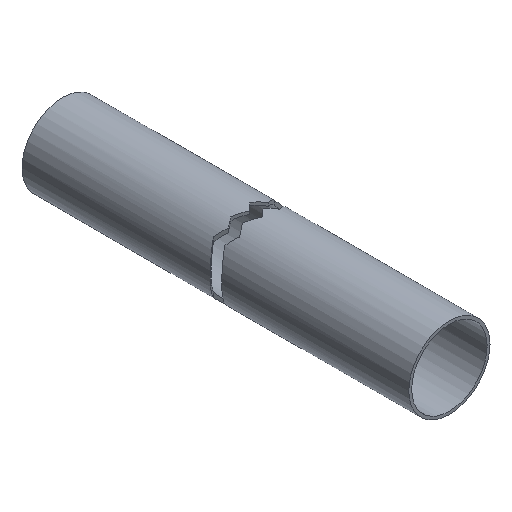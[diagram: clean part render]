
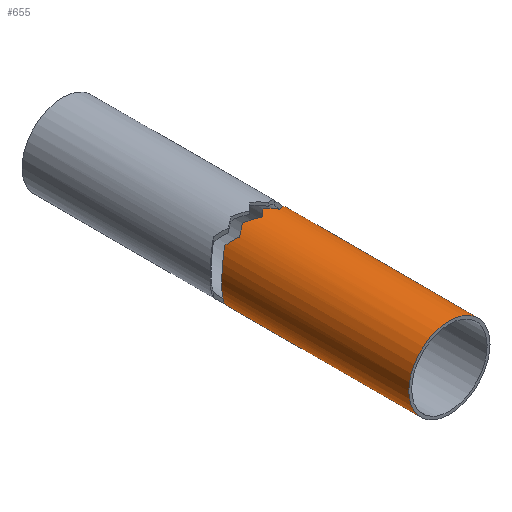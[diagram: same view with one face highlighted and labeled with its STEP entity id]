
A CAD part, isometric view. The second image highlights one B-rep face of the part: STEP entity #655.
In plain terms, the highlighted cylindrical face has radius 21 mm (diameter 42 mm), a full revolution.
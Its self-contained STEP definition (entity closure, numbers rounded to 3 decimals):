
#19=CIRCLE('',#745,21.);
#23=CYLINDRICAL_SURFACE('',#747,21.);
#43=FACE_OUTER_BOUND('',#79,.T.);
#79=EDGE_LOOP('',(#477,#478,#479,#480,#481,#482,#483,#484,#485,#486,#487,
#488,#489,#490,#491,#492,#493,#494));
#111=LINE('',#1130,#143);
#143=VECTOR('',#919,21.);
#189=ELLIPSE('',#748,22.689,21.);
#190=ELLIPSE('',#749,22.689,21.);
#191=ELLIPSE('',#750,24.094,21.);
#192=ELLIPSE('',#751,24.652,21.);
#193=ELLIPSE('',#752,28.742,21.);
#194=ELLIPSE('',#753,24.652,21.);
#195=ELLIPSE('',#754,25.235,21.);
#196=ELLIPSE('',#755,28.755,21.);
#197=ELLIPSE('',#756,25.235,21.);
#198=ELLIPSE('',#757,28.755,21.);
#199=ELLIPSE('',#758,25.235,21.);
#200=ELLIPSE('',#759,24.652,21.);
#201=ELLIPSE('',#760,28.742,21.);
#202=ELLIPSE('',#761,24.652,21.);
#203=ELLIPSE('',#762,24.094,21.);
#251=VERTEX_POINT('',#1122);
#253=VERTEX_POINT('',#1127);
#254=VERTEX_POINT('',#1128);
#255=VERTEX_POINT('',#1131);
#256=VERTEX_POINT('',#1133);
#257=VERTEX_POINT('',#1135);
#258=VERTEX_POINT('',#1137);
#259=VERTEX_POINT('',#1139);
#260=VERTEX_POINT('',#1141);
#261=VERTEX_POINT('',#1143);
#262=VERTEX_POINT('',#1145);
#263=VERTEX_POINT('',#1147);
#264=VERTEX_POINT('',#1149);
#265=VERTEX_POINT('',#1151);
#266=VERTEX_POINT('',#1153);
#267=VERTEX_POINT('',#1155);
#331=EDGE_CURVE('',#251,#251,#19,.T.);
#333=EDGE_CURVE('',#253,#254,#189,.T.);
#334=EDGE_CURVE('',#254,#251,#111,.T.);
#335=EDGE_CURVE('',#254,#255,#190,.T.);
#336=EDGE_CURVE('',#255,#256,#191,.T.);
#337=EDGE_CURVE('',#256,#257,#192,.T.);
#338=EDGE_CURVE('',#257,#258,#193,.T.);
#339=EDGE_CURVE('',#258,#259,#194,.T.);
#340=EDGE_CURVE('',#259,#260,#195,.T.);
#341=EDGE_CURVE('',#260,#261,#196,.T.);
#342=EDGE_CURVE('',#261,#262,#197,.T.);
#343=EDGE_CURVE('',#262,#263,#198,.T.);
#344=EDGE_CURVE('',#263,#264,#199,.T.);
#345=EDGE_CURVE('',#264,#265,#200,.T.);
#346=EDGE_CURVE('',#265,#266,#201,.T.);
#347=EDGE_CURVE('',#266,#267,#202,.T.);
#348=EDGE_CURVE('',#267,#253,#203,.T.);
#477=ORIENTED_EDGE('',*,*,#333,.T.);
#478=ORIENTED_EDGE('',*,*,#334,.T.);
#479=ORIENTED_EDGE('',*,*,#331,.T.);
#480=ORIENTED_EDGE('',*,*,#334,.F.);
#481=ORIENTED_EDGE('',*,*,#335,.T.);
#482=ORIENTED_EDGE('',*,*,#336,.T.);
#483=ORIENTED_EDGE('',*,*,#337,.T.);
#484=ORIENTED_EDGE('',*,*,#338,.T.);
#485=ORIENTED_EDGE('',*,*,#339,.T.);
#486=ORIENTED_EDGE('',*,*,#340,.T.);
#487=ORIENTED_EDGE('',*,*,#341,.T.);
#488=ORIENTED_EDGE('',*,*,#342,.T.);
#489=ORIENTED_EDGE('',*,*,#343,.T.);
#490=ORIENTED_EDGE('',*,*,#344,.T.);
#491=ORIENTED_EDGE('',*,*,#345,.T.);
#492=ORIENTED_EDGE('',*,*,#346,.T.);
#493=ORIENTED_EDGE('',*,*,#347,.T.);
#494=ORIENTED_EDGE('',*,*,#348,.T.);
#655=ADVANCED_FACE('',(#43),#23,.T.);
#745=AXIS2_PLACEMENT_3D('',#1123,#911,#912);
#747=AXIS2_PLACEMENT_3D('',#1126,#915,#916);
#748=AXIS2_PLACEMENT_3D('',#1129,#917,#918);
#749=AXIS2_PLACEMENT_3D('',#1132,#920,#921);
#750=AXIS2_PLACEMENT_3D('',#1134,#922,#923);
#751=AXIS2_PLACEMENT_3D('',#1136,#924,#925);
#752=AXIS2_PLACEMENT_3D('',#1138,#926,#927);
#753=AXIS2_PLACEMENT_3D('',#1140,#928,#929);
#754=AXIS2_PLACEMENT_3D('',#1142,#930,#931);
#755=AXIS2_PLACEMENT_3D('',#1144,#932,#933);
#756=AXIS2_PLACEMENT_3D('',#1146,#934,#935);
#757=AXIS2_PLACEMENT_3D('',#1148,#936,#937);
#758=AXIS2_PLACEMENT_3D('',#1150,#938,#939);
#759=AXIS2_PLACEMENT_3D('',#1152,#940,#941);
#760=AXIS2_PLACEMENT_3D('',#1154,#942,#943);
#761=AXIS2_PLACEMENT_3D('',#1156,#944,#945);
#762=AXIS2_PLACEMENT_3D('',#1157,#946,#947);
#911=DIRECTION('center_axis',(0.,1.,0.));
#912=DIRECTION('ref_axis',(-1.,0.,0.));
#915=DIRECTION('center_axis',(0.,1.,0.));
#916=DIRECTION('ref_axis',(-1.,0.,0.));
#917=DIRECTION('center_axis',(-0.379,-0.926,0.));
#918=DIRECTION('ref_axis',(-0.926,0.379,0.));
#919=DIRECTION('',(0.,-1.,0.));
#920=DIRECTION('center_axis',(-0.379,-0.926,0.));
#921=DIRECTION('ref_axis',(-0.926,0.379,0.));
#922=DIRECTION('center_axis',(0.49,-0.872,0.));
#923=DIRECTION('ref_axis',(-0.872,-0.49,0.));
#924=DIRECTION('center_axis',(-0.524,-0.852,0.));
#925=DIRECTION('ref_axis',(-0.852,0.524,0.));
#926=DIRECTION('center_axis',(0.683,-0.731,0.));
#927=DIRECTION('ref_axis',(-0.731,-0.683,0.));
#928=DIRECTION('center_axis',(-0.524,-0.852,0.));
#929=DIRECTION('ref_axis',(-0.852,0.524,0.));
#930=DIRECTION('center_axis',(0.554,-0.832,0.));
#931=DIRECTION('ref_axis',(-0.832,-0.554,0.));
#932=DIRECTION('center_axis',(-0.683,-0.73,0.));
#933=DIRECTION('ref_axis',(-0.73,0.683,0.));
#934=DIRECTION('center_axis',(0.554,-0.832,0.));
#935=DIRECTION('ref_axis',(-0.832,-0.554,0.));
#936=DIRECTION('center_axis',(-0.683,-0.73,0.));
#937=DIRECTION('ref_axis',(-0.73,0.683,0.));
#938=DIRECTION('center_axis',(0.554,-0.832,0.));
#939=DIRECTION('ref_axis',(-0.832,-0.554,0.));
#940=DIRECTION('center_axis',(-0.524,-0.852,0.));
#941=DIRECTION('ref_axis',(-0.852,0.524,0.));
#942=DIRECTION('center_axis',(0.683,-0.731,0.));
#943=DIRECTION('ref_axis',(-0.731,-0.683,0.));
#944=DIRECTION('center_axis',(-0.524,-0.852,0.));
#945=DIRECTION('ref_axis',(-0.852,0.524,0.));
#946=DIRECTION('center_axis',(0.49,-0.872,0.));
#947=DIRECTION('ref_axis',(-0.872,-0.49,0.));
#1122=CARTESIAN_POINT('',(21.,0.,0.));
#1123=CARTESIAN_POINT('Origin',(0.,0.,0.));
#1126=CARTESIAN_POINT('Origin',(0.,0.,0.));
#1127=CARTESIAN_POINT('',(15.173,99.707,-14.519));
#1128=CARTESIAN_POINT('',(21.,97.323,0.));
#1129=CARTESIAN_POINT('Origin',(0.,105.914,0.));
#1130=CARTESIAN_POINT('',(21.,0.,0.));
#1131=CARTESIAN_POINT('',(15.173,99.707,14.519));
#1132=CARTESIAN_POINT('Origin',(0.,105.914,0.));
#1133=CARTESIAN_POINT('',(7.346,95.305,19.673));
#1134=CARTESIAN_POINT('Origin',(0.,91.173,0.));
#1135=CARTESIAN_POINT('',(2.161,98.493,20.889));
#1136=CARTESIAN_POINT('Origin',(0.,99.821,0.));
#1137=CARTESIAN_POINT('',(-1.739,94.849,20.928));
#1138=CARTESIAN_POINT('Origin',(0.,96.474,0.));
#1139=CARTESIAN_POINT('',(-8.185,98.812,19.339));
#1140=CARTESIAN_POINT('Origin',(0.,93.78,0.));
#1141=CARTESIAN_POINT('',(-12.501,95.937,16.874));
#1142=CARTESIAN_POINT('Origin',(0.,104.266,0.));
#1143=CARTESIAN_POINT('',(-16.524,99.699,12.96));
#1144=CARTESIAN_POINT('Origin',(0.,84.243,0.));
#1145=CARTESIAN_POINT('',(-16.524,99.699,-12.96));
#1146=CARTESIAN_POINT('Origin',(0.,110.709,0.));
#1147=CARTESIAN_POINT('',(-12.501,95.937,-16.874));
#1148=CARTESIAN_POINT('Origin',(0.,84.243,0.));
#1149=CARTESIAN_POINT('',(-8.185,98.812,-19.339));
#1150=CARTESIAN_POINT('Origin',(0.,104.266,0.));
#1151=CARTESIAN_POINT('',(-1.739,94.849,-20.928));
#1152=CARTESIAN_POINT('Origin',(0.,93.78,0.));
#1153=CARTESIAN_POINT('',(2.161,98.493,-20.889));
#1154=CARTESIAN_POINT('Origin',(0.,96.474,0.));
#1155=CARTESIAN_POINT('',(7.346,95.305,-19.673));
#1156=CARTESIAN_POINT('Origin',(0.,99.821,0.));
#1157=CARTESIAN_POINT('Origin',(0.,91.173,0.));
